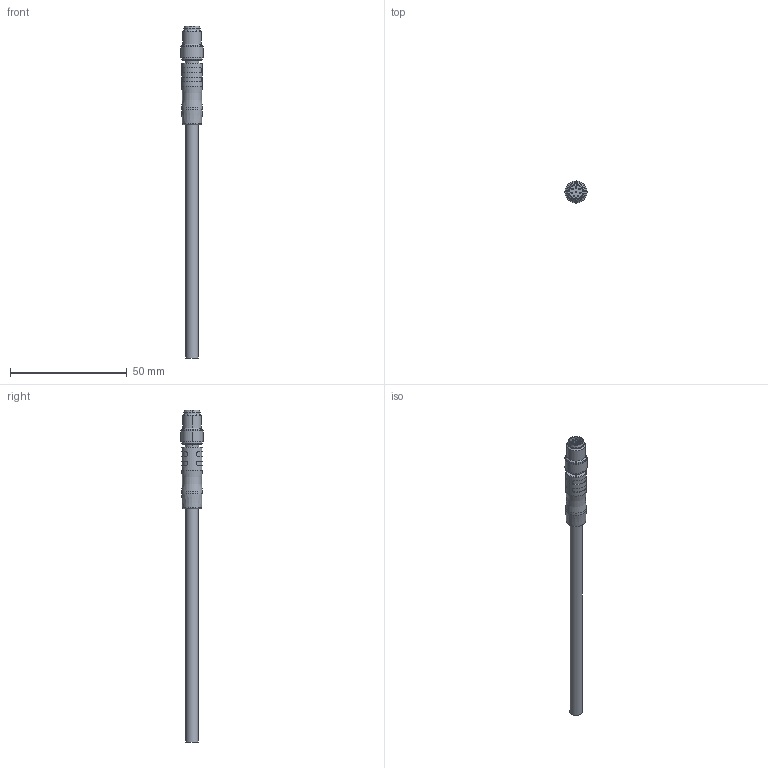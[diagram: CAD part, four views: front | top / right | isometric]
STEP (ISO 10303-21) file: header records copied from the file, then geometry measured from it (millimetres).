
FILE_DESCRIPTION(/* description */ (''),/* implementation_level */ '2;1');
FILE_NAME(/* name */ 'SZ8-M-P00.stp',/* time_stamp */ '2018-12-10T15:53:05+08:00',/* author */ (''),/* organization */ (''),/* preprocessor_version */ 'ST-DEVELOPER v14',/* originating_system */ 'SIEMENS PLM Software NX 8.0',/* authorisation */ '');
FILE_SCHEMA (('AUTOMOTIVE_DESIGN { 1 0 10303 214 3 1 1 1 }'));
Length unit declared in the file: millimetre
Products named in the file (1): DELL25443504igcy
Bounding box: 9.5 x 9.5 x 142.4 mm (x, y, z)
Volume: 4367.9 mm3; surface area: 4367.9 mm2
Topology: 1 solids, 27 shells, 426 faces, 983 edges, 615 vertices
Faces by surface type: cylinder 268, plane 97, cone 41, sphere 16, torus 3, bspline 1
Full cylindrical faces by diameter (mm): 5.4 x1, 5.7 x2, 9 x1
Entity records: 15239 total; most frequent: CARTESIAN_POINT 2476, DIRECTION 2371, ORIENTED_EDGE 1876, AXIS2_PLACEMENT_3D 1026, EDGE_CURVE 938, CIRCLE 600, VERTEX_POINT 595, EDGE_LOOP 505
